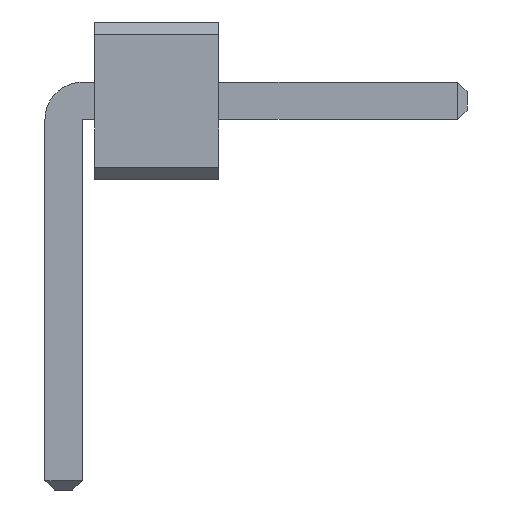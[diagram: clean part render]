
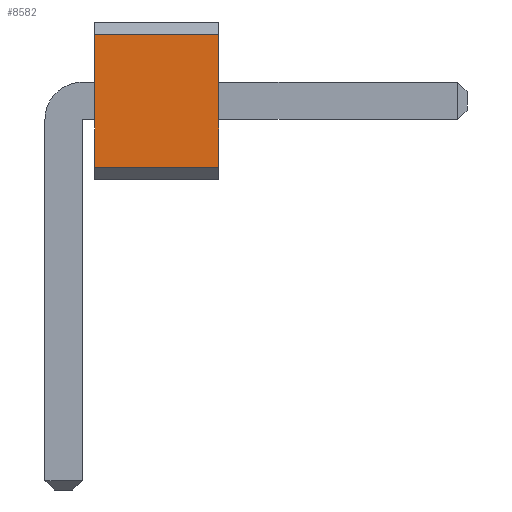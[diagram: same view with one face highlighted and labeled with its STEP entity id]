
A CAD part, front view. The second image highlights one B-rep face of the part: STEP entity #8582.
In plain terms, the highlighted planar face has unit normal (0, -1, 0).
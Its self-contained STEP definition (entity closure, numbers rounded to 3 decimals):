
#886 = VERTEX_POINT('',#887);
#887 = CARTESIAN_POINT('',(0.25,-31.5,1.17));
#893 = EDGE_CURVE('',#894,#886,#896,.T.);
#894 = VERTEX_POINT('',#895);
#895 = CARTESIAN_POINT('',(0.25,-31.5,0.1));
#896 = LINE('',#897,#898);
#897 = CARTESIAN_POINT('',(0.25,-31.5,0.1));
#898 = VECTOR('',#899,1.);
#899 = DIRECTION('',(0.,0.,1.));
#3511 = VERTEX_POINT('',#3512);
#3512 = CARTESIAN_POINT('',(1.25,-31.5,1.17));
#3518 = EDGE_CURVE('',#3519,#3511,#3521,.T.);
#3519 = VERTEX_POINT('',#3520);
#3520 = CARTESIAN_POINT('',(1.25,-31.5,0.1));
#3521 = LINE('',#3522,#3523);
#3522 = CARTESIAN_POINT('',(1.25,-31.5,0.1));
#3523 = VECTOR('',#3524,1.);
#3524 = DIRECTION('',(0.,0.,1.));
#8554 = EDGE_CURVE('',#894,#3519,#8555,.T.);
#8555 = LINE('',#8556,#8557);
#8556 = CARTESIAN_POINT('',(0.25,-31.5,0.1));
#8557 = VECTOR('',#8558,1.);
#8558 = DIRECTION('',(1.,0.,0.));
#8582 = ADVANCED_FACE('',(#8583),#8594,.T.);
#8583 = FACE_BOUND('',#8584,.T.);
#8584 = EDGE_LOOP('',(#8585,#8586,#8587,#8593));
#8585 = ORIENTED_EDGE('',*,*,#8554,.T.);
#8586 = ORIENTED_EDGE('',*,*,#3518,.T.);
#8587 = ORIENTED_EDGE('',*,*,#8588,.F.);
#8588 = EDGE_CURVE('',#886,#3511,#8589,.T.);
#8589 = LINE('',#8590,#8591);
#8590 = CARTESIAN_POINT('',(0.25,-31.5,1.17));
#8591 = VECTOR('',#8592,1.);
#8592 = DIRECTION('',(1.,0.,0.));
#8593 = ORIENTED_EDGE('',*,*,#893,.F.);
#8594 = PLANE('',#8595);
#8595 = AXIS2_PLACEMENT_3D('',#8596,#8597,#8598);
#8596 = CARTESIAN_POINT('',(0.25,-31.5,0.1));
#8597 = DIRECTION('',(0.,-1.,0.));
#8598 = DIRECTION('',(0.,0.,1.));
